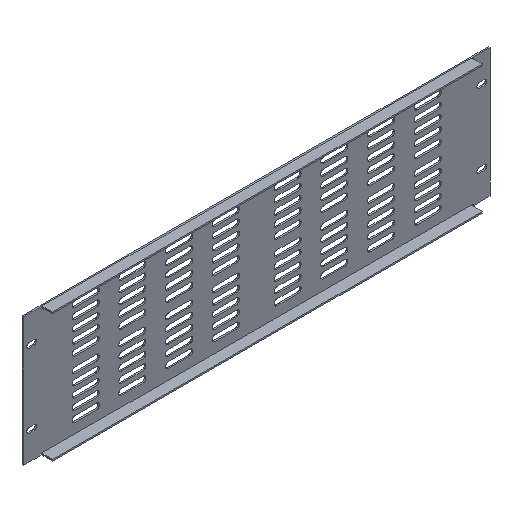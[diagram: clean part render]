
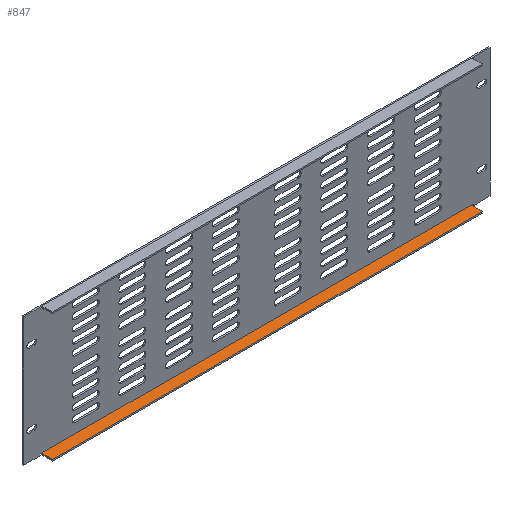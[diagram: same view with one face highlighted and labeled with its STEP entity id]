
A CAD part, isometric view. The second image highlights one B-rep face of the part: STEP entity #847.
In plain terms, the highlighted planar face has unit normal (0, -0.023, 1).
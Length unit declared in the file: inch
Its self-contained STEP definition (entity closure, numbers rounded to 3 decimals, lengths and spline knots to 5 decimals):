
#249 = VECTOR ( 'NONE', #417, 39.37008 ) ;
#417 = DIRECTION ( 'NONE',  ( 0., -1., -0.023 ) ) ;
#487 = FACE_OUTER_BOUND ( 'NONE', #8234, .T. ) ;
#795 = EDGE_CURVE ( 'NONE', #2444, #12404, #11973, .T. ) ;
#847 = ADVANCED_FACE ( 'NONE', ( #487 ), #16224, .F. ) ;
#1561 = EDGE_CURVE ( 'NONE', #2444, #3983, #13295, .T. ) ;
#2444 = VERTEX_POINT ( 'NONE', #15097 ) ;
#3149 = LINE ( 'NONE', #6037, #249 ) ;
#3205 = EDGE_CURVE ( 'NONE', #12404, #13246, #10427, .T. ) ;
#3983 = VERTEX_POINT ( 'NONE', #11847 ) ;
#5419 = ORIENTED_EDGE ( 'NONE', *, *, #795, .F. ) ;
#6037 = CARTESIAN_POINT ( 'NONE',  ( -8.74016, -0.02953, -2.55904 ) ) ;
#6264 = CARTESIAN_POINT ( 'NONE',  ( -8.74016, -0.4626, -2.56888 ) ) ;
#6984 = ORIENTED_EDGE ( 'NONE', *, *, #1561, .T. ) ;
#7978 = CARTESIAN_POINT ( 'NONE',  ( 8.74016, -0.02953, -2.55904 ) ) ;
#8066 = CARTESIAN_POINT ( 'NONE',  ( 8.74016, -0.4626, -2.56888 ) ) ;
#8234 = EDGE_LOOP ( 'NONE', ( #17848, #16520, #5419, #6984 ) ) ;
#8763 = DIRECTION ( 'NONE',  ( 0., -1., -0.023 ) ) ;
#9753 = VECTOR ( 'NONE', #16986, 39.37008 ) ;
#9919 = VECTOR ( 'NONE', #18089, 39.37008 ) ;
#10427 = LINE ( 'NONE', #18343, #9753 ) ;
#11601 = CARTESIAN_POINT ( 'NONE',  ( 8.74016, -0.02953, -2.55904 ) ) ;
#11847 = CARTESIAN_POINT ( 'NONE',  ( -8.74016, -0.02953, -2.55904 ) ) ;
#11973 = LINE ( 'NONE', #11601, #12209 ) ;
#12209 = VECTOR ( 'NONE', #8763, 39.37008 ) ;
#12404 = VERTEX_POINT ( 'NONE', #8066 ) ;
#12872 = EDGE_CURVE ( 'NONE', #3983, #13246, #3149, .T. ) ;
#13246 = VERTEX_POINT ( 'NONE', #6264 ) ;
#13295 = LINE ( 'NONE', #7978, #9919 ) ;
#13724 = DIRECTION ( 'NONE',  ( 0., 0.023, -1. ) ) ;
#13797 = CARTESIAN_POINT ( 'NONE',  ( 8.74016, -0.02953, -2.55904 ) ) ;
#14762 = AXIS2_PLACEMENT_3D ( 'NONE', #13797, #13724, #16522 ) ;
#15097 = CARTESIAN_POINT ( 'NONE',  ( 8.74016, -0.02953, -2.55904 ) ) ;
#16224 = PLANE ( 'NONE',  #14762 ) ;
#16520 = ORIENTED_EDGE ( 'NONE', *, *, #3205, .F. ) ;
#16522 = DIRECTION ( 'NONE',  ( 0., 1., 0.023 ) ) ;
#16986 = DIRECTION ( 'NONE',  ( -1., 0., 0. ) ) ;
#17848 = ORIENTED_EDGE ( 'NONE', *, *, #12872, .T. ) ;
#18089 = DIRECTION ( 'NONE',  ( -1., 0., 0. ) ) ;
#18343 = CARTESIAN_POINT ( 'NONE',  ( 8.74016, -0.4626, -2.56888 ) ) ;
